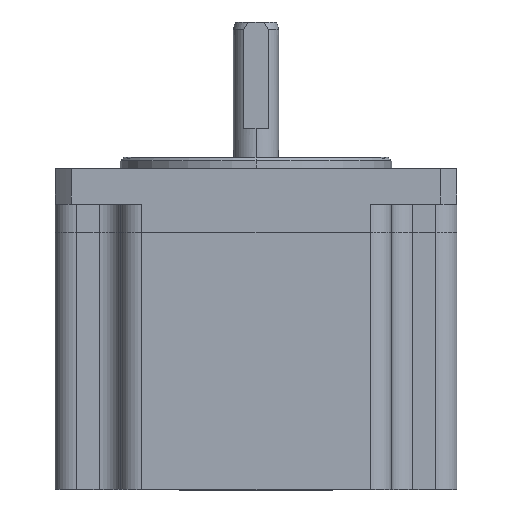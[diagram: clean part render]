
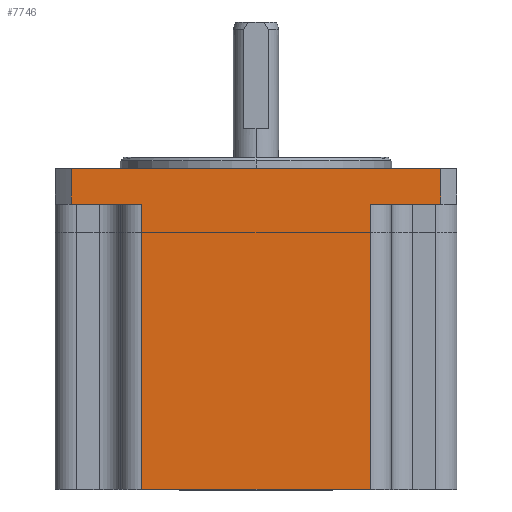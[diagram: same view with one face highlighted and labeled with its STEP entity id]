
A CAD part, top view. The second image highlights one B-rep face of the part: STEP entity #7746.
In plain terms, the highlighted planar face has unit normal (0, 0, 1).
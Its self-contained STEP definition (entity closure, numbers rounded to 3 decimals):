
#140=DIRECTION('',(1.,0.,0.));
#141=VECTOR('',#140,32.);
#142=CARTESIAN_POINT('',(-0.15,0.,47.65));
#143=LINE('',#142,#141);
#451=DIRECTION('',(-1.,0.,0.));
#452=VECTOR('',#451,51.832);
#453=CARTESIAN_POINT('',(41.766,45.,47.65));
#454=LINE('',#453,#452);
#807=DIRECTION('',(0.,1.,0.));
#808=VECTOR('',#807,40.);
#809=CARTESIAN_POINT('',(31.85,0.,47.65));
#810=LINE('',#809,#808);
#815=DIRECTION('',(-1.,0.,0.));
#816=VECTOR('',#815,9.916);
#817=CARTESIAN_POINT('',(-0.15,40.,47.65));
#818=LINE('',#817,#816);
#823=DIRECTION('',(0.,-1.,0.));
#824=VECTOR('',#823,40.);
#825=CARTESIAN_POINT('',(-0.15,40.,47.65));
#826=LINE('',#825,#824);
#885=DIRECTION('',(0.,-1.,0.));
#886=VECTOR('',#885,5.);
#887=CARTESIAN_POINT('',(-10.066,45.,47.65));
#888=LINE('',#887,#886);
#925=DIRECTION('',(0.,1.,0.));
#926=VECTOR('',#925,5.);
#927=CARTESIAN_POINT('',(41.766,40.,47.65));
#928=LINE('',#927,#926);
#933=DIRECTION('',(1.,0.,0.));
#934=VECTOR('',#933,9.916);
#935=CARTESIAN_POINT('',(31.85,40.,47.65));
#936=LINE('',#935,#934);
#5663=CARTESIAN_POINT('',(-0.15,0.,47.65));
#5664=VERTEX_POINT('',#5663);
#5665=CARTESIAN_POINT('',(31.85,0.,47.65));
#5666=VERTEX_POINT('',#5665);
#5783=CARTESIAN_POINT('',(41.766,45.,47.65));
#5784=VERTEX_POINT('',#5783);
#5785=CARTESIAN_POINT('',(-10.066,45.,47.65));
#5786=VERTEX_POINT('',#5785);
#5907=CARTESIAN_POINT('',(31.85,40.,47.65));
#5908=VERTEX_POINT('',#5907);
#5909=CARTESIAN_POINT('',(-0.15,40.,47.65));
#5910=VERTEX_POINT('',#5909);
#5911=CARTESIAN_POINT('',(-10.066,40.,47.65));
#5912=VERTEX_POINT('',#5911);
#5913=CARTESIAN_POINT('',(41.766,40.,47.65));
#5914=VERTEX_POINT('',#5913);
#7726=CARTESIAN_POINT('',(15.85,5.75,47.65));
#7727=DIRECTION('',(0.,0.,1.));
#7728=DIRECTION('',(-1.,0.,0.));
#7729=AXIS2_PLACEMENT_3D('',#7726,#7727,#7728);
#7730=PLANE('',#7729);
#7732=ORIENTED_EDGE('',*,*,#7731,.F.);
#7734=ORIENTED_EDGE('',*,*,#7733,.T.);
#7736=ORIENTED_EDGE('',*,*,#7735,.F.);
#7737=ORIENTED_EDGE('',*,*,#7203,.F.);
#7739=ORIENTED_EDGE('',*,*,#7738,.F.);
#7741=ORIENTED_EDGE('',*,*,#7740,.F.);
#7742=ORIENTED_EDGE('',*,*,#7717,.F.);
#7743=ORIENTED_EDGE('',*,*,#6941,.F.);
#7744=EDGE_LOOP('',(#7732,#7734,#7736,#7737,#7739,#7741,#7742,#7743));
#7745=FACE_OUTER_BOUND('',#7744,.F.);
#7746=ADVANCED_FACE('',(#7745),#7730,.T.);
#6941=EDGE_CURVE('',#5664,#5666,#143,.T.);
#7203=EDGE_CURVE('',#5784,#5786,#454,.T.);
#7717=EDGE_CURVE('',#5666,#5908,#810,.T.);
#7731=EDGE_CURVE('',#5910,#5664,#826,.T.);
#7733=EDGE_CURVE('',#5910,#5912,#818,.T.);
#7735=EDGE_CURVE('',#5786,#5912,#888,.T.);
#7738=EDGE_CURVE('',#5914,#5784,#928,.T.);
#7740=EDGE_CURVE('',#5908,#5914,#936,.T.);
